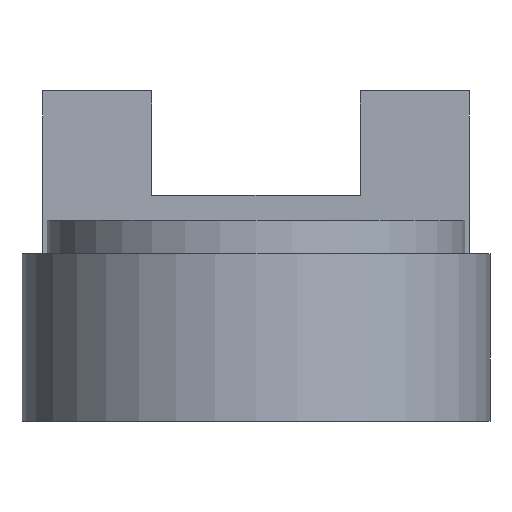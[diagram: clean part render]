
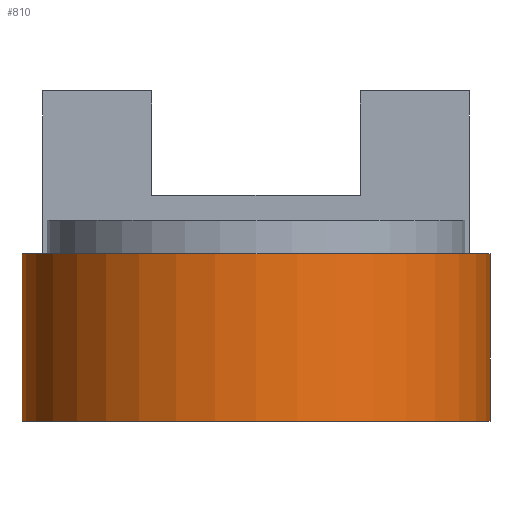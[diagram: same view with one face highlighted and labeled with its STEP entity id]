
A CAD part, front view. The second image highlights one B-rep face of the part: STEP entity #810.
In plain terms, the highlighted cylindrical face has radius 28 mm (diameter 56 mm), a partial arc.
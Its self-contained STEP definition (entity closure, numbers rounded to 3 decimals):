
#28 = CARTESIAN_POINT ( 'NONE',  ( -28., 0., 10. ) ) ;
#90 = EDGE_CURVE ( 'NONE', #1567, #1211, #1229, .T. ) ;
#102 = AXIS2_PLACEMENT_3D ( 'NONE', #953, #967, #1623 ) ;
#132 = CARTESIAN_POINT ( 'NONE',  ( 28., 0., 0. ) ) ;
#152 = VECTOR ( 'NONE', #323, 1000. ) ;
#178 = CARTESIAN_POINT ( 'NONE',  ( 0., 0., 20. ) ) ;
#181 = ORIENTED_EDGE ( 'NONE', *, *, #665, .F. ) ;
#300 = EDGE_CURVE ( 'NONE', #1076, #1567, #778, .T. ) ;
#323 = DIRECTION ( 'NONE',  ( 0., 0., -1. ) ) ;
#377 = DIRECTION ( 'NONE',  ( 1., 0., 0. ) ) ;
#383 = DIRECTION ( 'NONE',  ( 0., 0., 1. ) ) ;
#394 = CARTESIAN_POINT ( 'NONE',  ( 28., 0., 10. ) ) ;
#444 = ORIENTED_EDGE ( 'NONE', *, *, #300, .T. ) ;
#498 = DIRECTION ( 'NONE',  ( 0., 0., -1. ) ) ;
#535 = VERTEX_POINT ( 'NONE', #589 ) ;
#552 = LINE ( 'NONE', #394, #631 ) ;
#589 = CARTESIAN_POINT ( 'NONE',  ( 28., 0., 20. ) ) ;
#612 = CYLINDRICAL_SURFACE ( 'NONE', #102, 28. ) ;
#631 = VECTOR ( 'NONE', #498, 1000. ) ;
#657 = CARTESIAN_POINT ( 'NONE',  ( 0., 0., 0. ) ) ;
#665 = EDGE_CURVE ( 'NONE', #535, #1211, #552, .T. ) ;
#778 = LINE ( 'NONE', #28, #152 ) ;
#810 = ADVANCED_FACE ( 'NONE', ( #1453 ), #612, .T. ) ;
#933 = DIRECTION ( 'NONE',  ( 1., 0., 0. ) ) ;
#953 = CARTESIAN_POINT ( 'NONE',  ( 0., 0., 10. ) ) ;
#966 = CIRCLE ( 'NONE', #1199, 28. ) ;
#967 = DIRECTION ( 'NONE',  ( 0., 0., -1. ) ) ;
#1013 = CARTESIAN_POINT ( 'NONE',  ( -28., 0., 0. ) ) ;
#1019 = AXIS2_PLACEMENT_3D ( 'NONE', #657, #383, #377 ) ;
#1076 = VERTEX_POINT ( 'NONE', #1138 ) ;
#1138 = CARTESIAN_POINT ( 'NONE',  ( -28., 0., 20. ) ) ;
#1198 = DIRECTION ( 'NONE',  ( 0., 0., 1. ) ) ;
#1199 = AXIS2_PLACEMENT_3D ( 'NONE', #178, #1198, #933 ) ;
#1211 = VERTEX_POINT ( 'NONE', #132 ) ;
#1229 = CIRCLE ( 'NONE', #1019, 28. ) ;
#1300 = EDGE_CURVE ( 'NONE', #1076, #535, #966, .T. ) ;
#1404 = ORIENTED_EDGE ( 'NONE', *, *, #90, .T. ) ;
#1453 = FACE_OUTER_BOUND ( 'NONE', #1548, .T. ) ;
#1527 = ORIENTED_EDGE ( 'NONE', *, *, #1300, .F. ) ;
#1548 = EDGE_LOOP ( 'NONE', ( #181, #1527, #444, #1404 ) ) ;
#1567 = VERTEX_POINT ( 'NONE', #1013 ) ;
#1623 = DIRECTION ( 'NONE',  ( -1., 0., 0. ) ) ;
